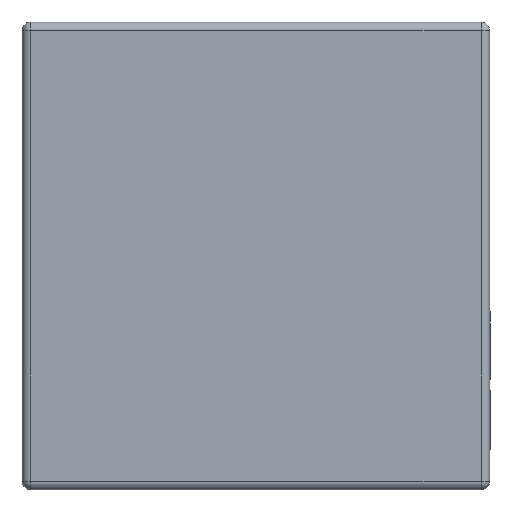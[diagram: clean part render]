
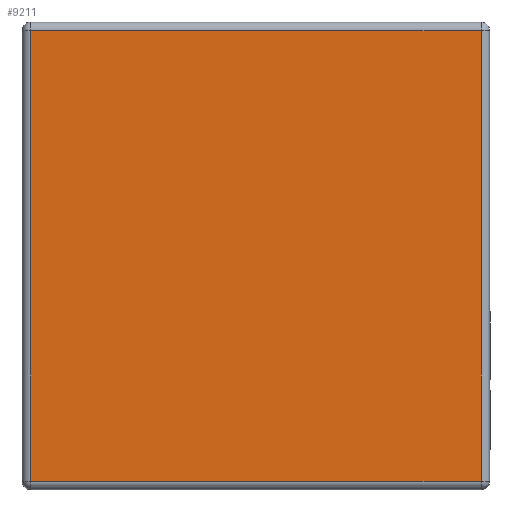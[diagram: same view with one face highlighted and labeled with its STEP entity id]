
A CAD part, top view. The second image highlights one B-rep face of the part: STEP entity #9211.
In plain terms, the highlighted planar face has unit normal (0, 0, 1).
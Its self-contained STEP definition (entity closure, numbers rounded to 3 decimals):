
#1002 = VERTEX_POINT ( 'NONE', #17848 ) ;
#1422 = CARTESIAN_POINT ( 'NONE',  ( 0.53, 0., 0.41 ) ) ;
#1487 = LINE ( 'NONE', #6917, #8359 ) ;
#1562 = EDGE_CURVE ( 'NONE', #15335, #1002, #15531, .T. ) ;
#3235 = VERTEX_POINT ( 'NONE', #16863 ) ;
#3916 = PLANE ( 'NONE',  #11431 ) ;
#3973 = ORIENTED_EDGE ( 'NONE', *, *, #11930, .T. ) ;
#4808 = EDGE_LOOP ( 'NONE', ( #12912, #3973, #15393, #5313 ) ) ;
#5313 = ORIENTED_EDGE ( 'NONE', *, *, #7287, .T. ) ;
#5801 = CARTESIAN_POINT ( 'NONE',  ( 0.53, -0.53, 0.41 ) ) ;
#6917 = CARTESIAN_POINT ( 'NONE',  ( 0., -0.53, 0.41 ) ) ;
#6926 = CARTESIAN_POINT ( 'NONE',  ( -0.53, -0.53, 0.41 ) ) ;
#7218 = DIRECTION ( 'NONE',  ( -1., 0., 0. ) ) ;
#7287 = EDGE_CURVE ( 'NONE', #1002, #3235, #13877, .T. ) ;
#7560 = VERTEX_POINT ( 'NONE', #6926 ) ;
#8100 = CARTESIAN_POINT ( 'NONE',  ( 0., 0., 0.41 ) ) ;
#8359 = VECTOR ( 'NONE', #12444, 1000. ) ;
#8785 = VECTOR ( 'NONE', #7218, 1000. ) ;
#9211 = ADVANCED_FACE ( 'NONE', ( #15155 ), #3916, .F. ) ;
#9481 = DIRECTION ( 'NONE',  ( 0., 0., -1. ) ) ;
#9743 = EDGE_CURVE ( 'NONE', #3235, #7560, #15014, .T. ) ;
#9937 = VECTOR ( 'NONE', #11378, 1000. ) ;
#11378 = DIRECTION ( 'NONE',  ( 0., 1., 0. ) ) ;
#11431 = AXIS2_PLACEMENT_3D ( 'NONE', #8100, #9481, #13684 ) ;
#11930 = EDGE_CURVE ( 'NONE', #7560, #15335, #1487, .T. ) ;
#12044 = CARTESIAN_POINT ( 'NONE',  ( -0.53, 0., 0.41 ) ) ;
#12444 = DIRECTION ( 'NONE',  ( 1., 0., 0. ) ) ;
#12912 = ORIENTED_EDGE ( 'NONE', *, *, #9743, .T. ) ;
#13684 = DIRECTION ( 'NONE',  ( -1., 0., 0. ) ) ;
#13877 = LINE ( 'NONE', #16816, #8785 ) ;
#14116 = VECTOR ( 'NONE', #14914, 1000. ) ;
#14914 = DIRECTION ( 'NONE',  ( 0., -1., 0. ) ) ;
#15014 = LINE ( 'NONE', #12044, #14116 ) ;
#15155 = FACE_OUTER_BOUND ( 'NONE', #4808, .T. ) ;
#15335 = VERTEX_POINT ( 'NONE', #5801 ) ;
#15393 = ORIENTED_EDGE ( 'NONE', *, *, #1562, .T. ) ;
#15531 = LINE ( 'NONE', #1422, #9937 ) ;
#16816 = CARTESIAN_POINT ( 'NONE',  ( 0., 0.53, 0.41 ) ) ;
#16863 = CARTESIAN_POINT ( 'NONE',  ( -0.53, 0.53, 0.41 ) ) ;
#17848 = CARTESIAN_POINT ( 'NONE',  ( 0.53, 0.53, 0.41 ) ) ;
